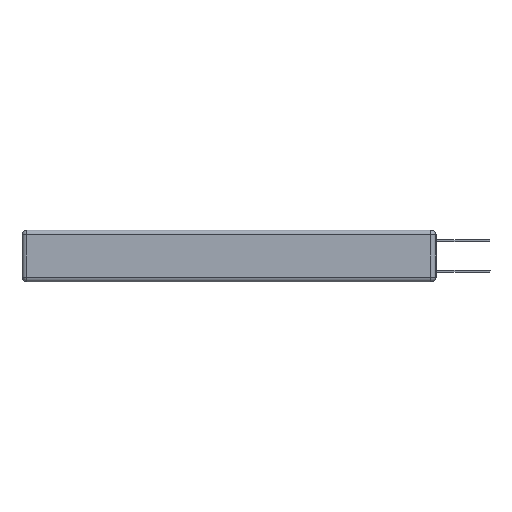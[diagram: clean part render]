
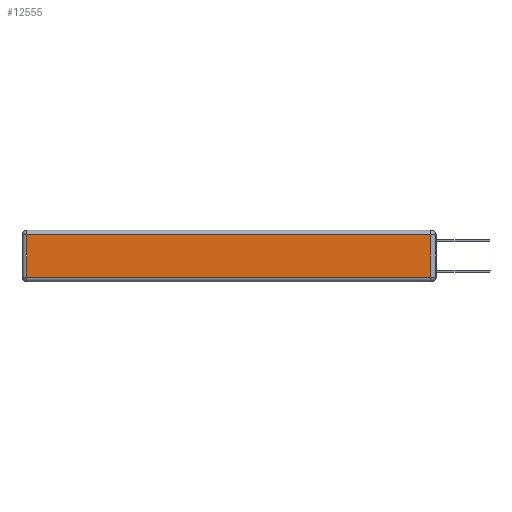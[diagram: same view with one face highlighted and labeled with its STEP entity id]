
A CAD part, left-side view. The second image highlights one B-rep face of the part: STEP entity #12555.
In plain terms, the highlighted planar face has unit normal (-1, 0, 0).
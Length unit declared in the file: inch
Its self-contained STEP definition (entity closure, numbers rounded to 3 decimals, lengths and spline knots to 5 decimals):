
#197 = FACE_OUTER_BOUND ( 'NONE', #3813, .T. ) ;
#308 = CARTESIAN_POINT ( 'NONE',  ( 0., 2.72, -0.343 ) ) ;
#1182 = VECTOR ( 'NONE', #10810, 39.37008 ) ;
#1527 = AXIS2_PLACEMENT_3D ( 'NONE', #1595, #3689, #11158 ) ;
#1595 = CARTESIAN_POINT ( 'NONE',  ( 0., 0., -0.343 ) ) ;
#2639 = VERTEX_POINT ( 'NONE', #13222 ) ;
#2844 = ORIENTED_EDGE ( 'NONE', *, *, #9140, .T. ) ;
#3317 = EDGE_CURVE ( 'NONE', #12684, #2639, #6980, .T. ) ;
#3396 = ORIENTED_EDGE ( 'NONE', *, *, #3317, .T. ) ;
#3537 = LINE ( 'NONE', #13116, #11139 ) ;
#3558 = EDGE_CURVE ( 'NONE', #10317, #12684, #3924, .T. ) ;
#3689 = DIRECTION ( 'NONE',  ( -1., 0., 0. ) ) ;
#3813 = EDGE_LOOP ( 'NONE', ( #3396, #12988, #2844, #13724 ) ) ;
#3924 = LINE ( 'NONE', #308, #12876 ) ;
#4465 = DIRECTION ( 'NONE',  ( 0., 0., 1. ) ) ;
#5664 = CARTESIAN_POINT ( 'NONE',  ( 0., 2.72, -0.03 ) ) ;
#6080 = LINE ( 'NONE', #12116, #8944 ) ;
#6980 = LINE ( 'NONE', #9720, #1182 ) ;
#7902 = VERTEX_POINT ( 'NONE', #8478 ) ;
#8478 = CARTESIAN_POINT ( 'NONE',  ( 0., 0.03, -0.03 ) ) ;
#8944 = VECTOR ( 'NONE', #13168, 39.37008 ) ;
#9045 = EDGE_CURVE ( 'NONE', #2639, #7902, #3537, .T. ) ;
#9140 = EDGE_CURVE ( 'NONE', #7902, #10317, #6080, .T. ) ;
#9720 = CARTESIAN_POINT ( 'NONE',  ( 0., 0., -0.313 ) ) ;
#10317 = VERTEX_POINT ( 'NONE', #5664 ) ;
#10810 = DIRECTION ( 'NONE',  ( 0., -1., 0. ) ) ;
#11139 = VECTOR ( 'NONE', #4465, 39.37008 ) ;
#11158 = DIRECTION ( 'NONE',  ( 0., 0., 1. ) ) ;
#11174 = DIRECTION ( 'NONE',  ( 0., 0., -1. ) ) ;
#12116 = CARTESIAN_POINT ( 'NONE',  ( 0., 2.75, -0.03 ) ) ;
#12555 = ADVANCED_FACE ( 'NONE', ( #197 ), #13307, .T. ) ;
#12684 = VERTEX_POINT ( 'NONE', #13890 ) ;
#12876 = VECTOR ( 'NONE', #11174, 39.37008 ) ;
#12988 = ORIENTED_EDGE ( 'NONE', *, *, #9045, .T. ) ;
#13116 = CARTESIAN_POINT ( 'NONE',  ( 0., 0.03, -0.343 ) ) ;
#13168 = DIRECTION ( 'NONE',  ( 0., 1., 0. ) ) ;
#13222 = CARTESIAN_POINT ( 'NONE',  ( 0., 0.03, -0.313 ) ) ;
#13307 = PLANE ( 'NONE',  #1527 ) ;
#13724 = ORIENTED_EDGE ( 'NONE', *, *, #3558, .T. ) ;
#13890 = CARTESIAN_POINT ( 'NONE',  ( 0., 2.72, -0.313 ) ) ;
